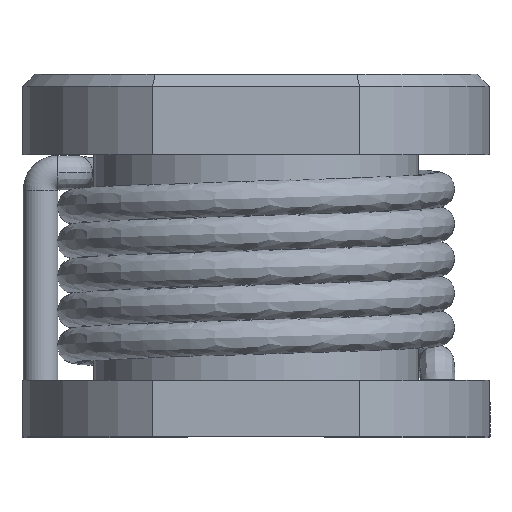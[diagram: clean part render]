
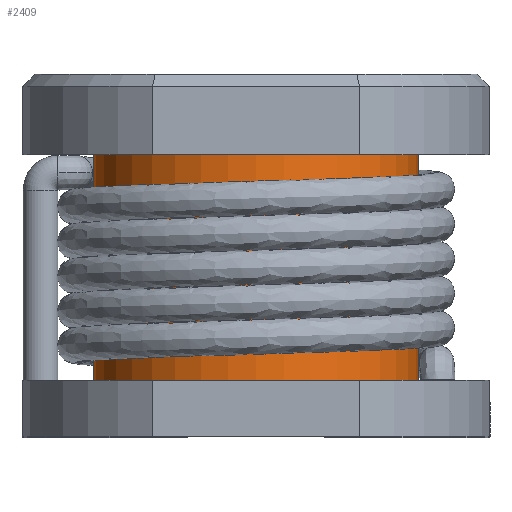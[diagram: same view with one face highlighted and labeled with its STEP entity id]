
A CAD part, front view. The second image highlights one B-rep face of the part: STEP entity #2409.
In plain terms, the highlighted cylindrical face has radius 2.01 mm (diameter 4.02 mm), a full revolution.
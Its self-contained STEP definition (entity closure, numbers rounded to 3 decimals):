
#2409 = ADVANCED_FACE('',(#2410),#2423,.T.);
#2410 = FACE_BOUND('',#2411,.T.);
#2411 = EDGE_LOOP('',(#2412,#2446,#2469,#2496));
#2412 = ORIENTED_EDGE('',*,*,#2413,.F.);
#2413 = EDGE_CURVE('',#2414,#2414,#2416,.T.);
#2414 = VERTEX_POINT('',#2415);
#2415 = CARTESIAN_POINT('',(2.01,0.,3.495));
#2416 = SURFACE_CURVE('',#2417,(#2422,#2434),.PCURVE_S1.);
#2417 = CIRCLE('',#2418,2.01);
#2418 = AXIS2_PLACEMENT_3D('',#2419,#2420,#2421);
#2419 = CARTESIAN_POINT('',(0.,0.,3.495));
#2420 = DIRECTION('',(0.,0.,1.));
#2421 = DIRECTION('',(1.,0.,0.));
#2422 = PCURVE('',#2423,#2428);
#2423 = CYLINDRICAL_SURFACE('',#2424,2.01);
#2424 = AXIS2_PLACEMENT_3D('',#2425,#2426,#2427);
#2425 = CARTESIAN_POINT('',(0.,0.,0.7));
#2426 = DIRECTION('',(0.,0.,1.));
#2427 = DIRECTION('',(1.,0.,0.));
#2428 = DEFINITIONAL_REPRESENTATION('',(#2429),#2433);
#2429 = LINE('',#2430,#2431);
#2430 = CARTESIAN_POINT('',(0.,2.795));
#2431 = VECTOR('',#2432,1.);
#2432 = DIRECTION('',(1.,0.));
#2433 = ( GEOMETRIC_REPRESENTATION_CONTEXT(2) 
PARAMETRIC_REPRESENTATION_CONTEXT() REPRESENTATION_CONTEXT('2D SPACE',''
  ) );
#2434 = PCURVE('',#2435,#2440);
#2435 = PLANE('',#2436);
#2436 = AXIS2_PLACEMENT_3D('',#2437,#2438,#2439);
#2437 = CARTESIAN_POINT('',(0.,0.,3.495));
#2438 = DIRECTION('',(0.,0.,1.));
#2439 = DIRECTION('',(1.,0.,0.));
#2440 = DEFINITIONAL_REPRESENTATION('',(#2441),#2445);
#2441 = CIRCLE('',#2442,2.01);
#2442 = AXIS2_PLACEMENT_2D('',#2443,#2444);
#2443 = CARTESIAN_POINT('',(0.,0.));
#2444 = DIRECTION('',(1.,0.));
#2445 = ( GEOMETRIC_REPRESENTATION_CONTEXT(2) 
PARAMETRIC_REPRESENTATION_CONTEXT() REPRESENTATION_CONTEXT('2D SPACE',''
  ) );
#2446 = ORIENTED_EDGE('',*,*,#2447,.F.);
#2447 = EDGE_CURVE('',#2448,#2414,#2450,.T.);
#2448 = VERTEX_POINT('',#2449);
#2449 = CARTESIAN_POINT('',(2.01,0.,0.7));
#2450 = SEAM_CURVE('',#2451,(#2455,#2462),.PCURVE_S1.);
#2451 = LINE('',#2452,#2453);
#2452 = CARTESIAN_POINT('',(2.01,0.,0.7));
#2453 = VECTOR('',#2454,1.);
#2454 = DIRECTION('',(0.,0.,1.));
#2455 = PCURVE('',#2423,#2456);
#2456 = DEFINITIONAL_REPRESENTATION('',(#2457),#2461);
#2457 = LINE('',#2458,#2459);
#2458 = CARTESIAN_POINT('',(6.283,0.));
#2459 = VECTOR('',#2460,1.);
#2460 = DIRECTION('',(0.,1.));
#2461 = ( GEOMETRIC_REPRESENTATION_CONTEXT(2) 
PARAMETRIC_REPRESENTATION_CONTEXT() REPRESENTATION_CONTEXT('2D SPACE',''
  ) );
#2462 = PCURVE('',#2423,#2463);
#2463 = DEFINITIONAL_REPRESENTATION('',(#2464),#2468);
#2464 = LINE('',#2465,#2466);
#2465 = CARTESIAN_POINT('',(0.,0.));
#2466 = VECTOR('',#2467,1.);
#2467 = DIRECTION('',(0.,1.));
#2468 = ( GEOMETRIC_REPRESENTATION_CONTEXT(2) 
PARAMETRIC_REPRESENTATION_CONTEXT() REPRESENTATION_CONTEXT('2D SPACE',''
  ) );
#2469 = ORIENTED_EDGE('',*,*,#2470,.T.);
#2470 = EDGE_CURVE('',#2448,#2448,#2471,.T.);
#2471 = SURFACE_CURVE('',#2472,(#2477,#2484),.PCURVE_S1.);
#2472 = CIRCLE('',#2473,2.01);
#2473 = AXIS2_PLACEMENT_3D('',#2474,#2475,#2476);
#2474 = CARTESIAN_POINT('',(0.,0.,0.7));
#2475 = DIRECTION('',(0.,0.,1.));
#2476 = DIRECTION('',(1.,0.,0.));
#2477 = PCURVE('',#2423,#2478);
#2478 = DEFINITIONAL_REPRESENTATION('',(#2479),#2483);
#2479 = LINE('',#2480,#2481);
#2480 = CARTESIAN_POINT('',(0.,0.));
#2481 = VECTOR('',#2482,1.);
#2482 = DIRECTION('',(1.,0.));
#2483 = ( GEOMETRIC_REPRESENTATION_CONTEXT(2) 
PARAMETRIC_REPRESENTATION_CONTEXT() REPRESENTATION_CONTEXT('2D SPACE',''
  ) );
#2484 = PCURVE('',#2485,#2490);
#2485 = PLANE('',#2486);
#2486 = AXIS2_PLACEMENT_3D('',#2487,#2488,#2489);
#2487 = CARTESIAN_POINT('',(0.,0.,0.7));
#2488 = DIRECTION('',(0.,0.,1.));
#2489 = DIRECTION('',(1.,0.,0.));
#2490 = DEFINITIONAL_REPRESENTATION('',(#2491),#2495);
#2491 = CIRCLE('',#2492,2.01);
#2492 = AXIS2_PLACEMENT_2D('',#2493,#2494);
#2493 = CARTESIAN_POINT('',(0.,0.));
#2494 = DIRECTION('',(1.,0.));
#2495 = ( GEOMETRIC_REPRESENTATION_CONTEXT(2) 
PARAMETRIC_REPRESENTATION_CONTEXT() REPRESENTATION_CONTEXT('2D SPACE',''
  ) );
#2496 = ORIENTED_EDGE('',*,*,#2447,.T.);
